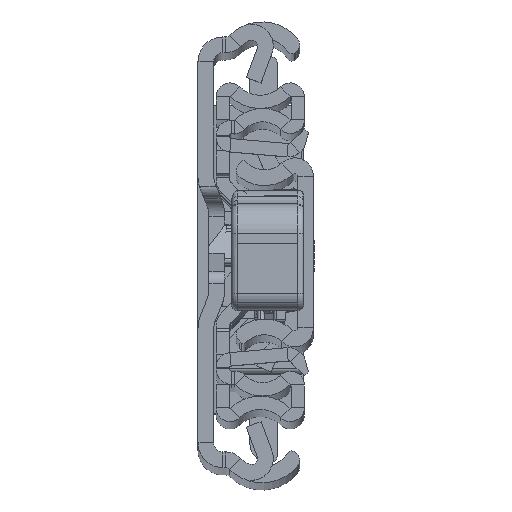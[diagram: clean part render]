
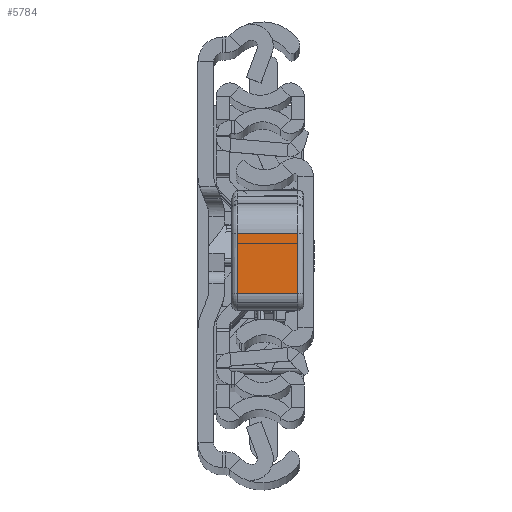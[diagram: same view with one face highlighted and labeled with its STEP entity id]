
A CAD part, top view. The second image highlights one B-rep face of the part: STEP entity #5784.
In plain terms, the highlighted face is planar.
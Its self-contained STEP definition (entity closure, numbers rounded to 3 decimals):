
#127 = ORIENTED_EDGE ( 'NONE', *, *, #14162, .T. ) ;
#976 = CARTESIAN_POINT ( 'NONE',  ( 39.55, -12.274, 11. ) ) ;
#1002 = VERTEX_POINT ( 'NONE', #12643 ) ;
#3537 = EDGE_CURVE ( 'NONE', #28618, #16747, #18403, .T. ) ;
#5784 = ADVANCED_FACE ( 'NONE', ( #14421 ), #25176, .F. ) ;
#10833 = VECTOR ( 'NONE', #14758, 1000. ) ;
#11490 = CARTESIAN_POINT ( 'NONE',  ( 39.55, -12.274, 0. ) ) ;
#11742 = LINE ( 'NONE', #27786, #10833 ) ;
#12643 = CARTESIAN_POINT ( 'NONE',  ( 39.818, -2.465, 0. ) ) ;
#13993 = CARTESIAN_POINT ( 'NONE',  ( 39.55, -12.274, 10. ) ) ;
#14146 = LINE ( 'NONE', #11490, #31855 ) ;
#14162 = EDGE_CURVE ( 'NONE', #16747, #15228, #32260, .T. ) ;
#14421 = FACE_OUTER_BOUND ( 'NONE', #23945, .T. ) ;
#14758 = DIRECTION ( 'NONE',  ( 0., 0., 1. ) ) ;
#15228 = VERTEX_POINT ( 'NONE', #30756 ) ;
#15872 = VECTOR ( 'NONE', #17730, 1000. ) ;
#16128 = CARTESIAN_POINT ( 'NONE',  ( 39.818, -2.465, 10. ) ) ;
#16747 = VERTEX_POINT ( 'NONE', #13993 ) ;
#17480 = ORIENTED_EDGE ( 'NONE', *, *, #34589, .T. ) ;
#17730 = DIRECTION ( 'NONE',  ( -0.027, -1., 0. ) ) ;
#17910 = EDGE_CURVE ( 'NONE', #1002, #28618, #11742, .T. ) ;
#18403 = LINE ( 'NONE', #20882, #15872 ) ;
#20882 = CARTESIAN_POINT ( 'NONE',  ( 39.55, -12.274, 10. ) ) ;
#21707 = CARTESIAN_POINT ( 'NONE',  ( 39.55, -12.274, 11. ) ) ;
#22242 = DIRECTION ( 'NONE',  ( 0.027, 1., 0. ) ) ;
#23278 = ORIENTED_EDGE ( 'NONE', *, *, #3537, .T. ) ;
#23945 = EDGE_LOOP ( 'NONE', ( #127, #17480, #31350, #23278 ) ) ;
#24013 = VECTOR ( 'NONE', #32442, 1000. ) ;
#25176 = PLANE ( 'NONE',  #34487 ) ;
#27786 = CARTESIAN_POINT ( 'NONE',  ( 39.818, -2.465, 11. ) ) ;
#27806 = DIRECTION ( 'NONE',  ( -1., 0.027, 0. ) ) ;
#28618 = VERTEX_POINT ( 'NONE', #16128 ) ;
#30267 = DIRECTION ( 'NONE',  ( -0.027, -1., 0. ) ) ;
#30756 = CARTESIAN_POINT ( 'NONE',  ( 39.55, -12.274, 0. ) ) ;
#31350 = ORIENTED_EDGE ( 'NONE', *, *, #17910, .T. ) ;
#31855 = VECTOR ( 'NONE', #22242, 1000. ) ;
#32260 = LINE ( 'NONE', #21707, #24013 ) ;
#32442 = DIRECTION ( 'NONE',  ( 0., 0., -1. ) ) ;
#34487 = AXIS2_PLACEMENT_3D ( 'NONE', #976, #27806, #30267 ) ;
#34589 = EDGE_CURVE ( 'NONE', #15228, #1002, #14146, .T. ) ;
